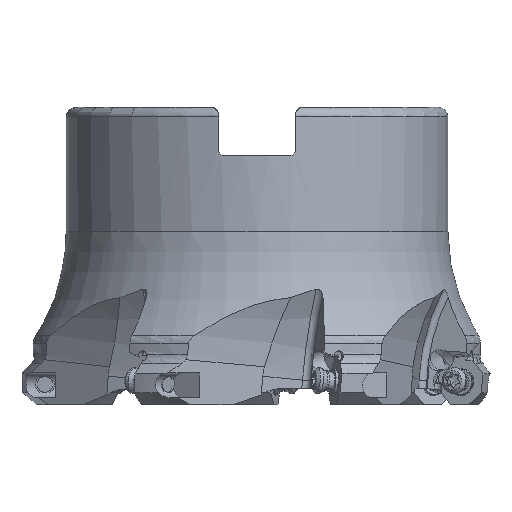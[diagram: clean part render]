
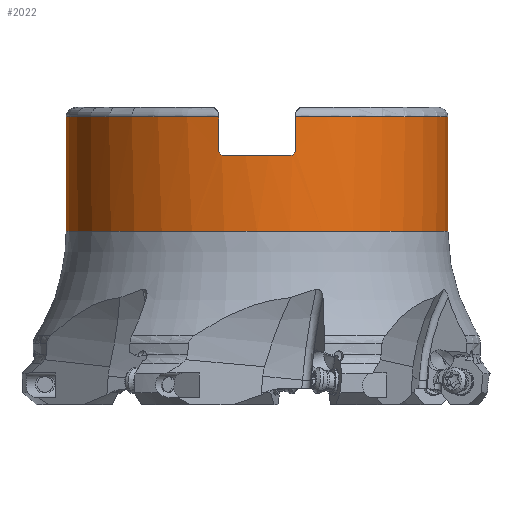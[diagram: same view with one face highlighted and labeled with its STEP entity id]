
A CAD part, front view. The second image highlights one B-rep face of the part: STEP entity #2022.
In plain terms, the highlighted cylindrical face has radius 40 mm (diameter 80 mm), a partial arc.
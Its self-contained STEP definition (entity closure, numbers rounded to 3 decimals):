
#717=B_SPLINE_CURVE_WITH_KNOTS('',3,(#23109,#23110,#23111,#23112),
 .UNSPECIFIED.,.F.,.F.,(4,4),(0.,1.),.UNSPECIFIED.);
#718=B_SPLINE_CURVE_WITH_KNOTS('',3,(#23116,#23117,#23118,#23119),
 .UNSPECIFIED.,.F.,.F.,(4,4),(0.,1.),.UNSPECIFIED.);
#986=CYLINDRICAL_SURFACE('',#12425,40.);
#1438=FACE_OUTER_BOUND('',#2818,.T.);
#2022=ADVANCED_FACE('',(#1438),#986,.T.);
#2818=EDGE_LOOP('',(#6827,#6828,#6829,#6830,#6831,#6832,#6833,#6834,#6835,
#6836));
#3184=CIRCLE('',#11811,40.);
#3480=CIRCLE('',#12421,40.);
#3481=CIRCLE('',#12423,40.);
#3482=CIRCLE('',#12424,40.);
#4032=LINE('',#23031,#4458);
#4033=LINE('',#23032,#4459);
#4034=LINE('',#23107,#4460);
#4035=LINE('',#23121,#4461);
#4458=VECTOR('',#14945,1.);
#4459=VECTOR('',#14946,1.);
#4460=VECTOR('',#14959,1.);
#4461=VECTOR('',#14962,1.);
#6827=ORIENTED_EDGE('',*,*,#10613,.F.);
#6828=ORIENTED_EDGE('',*,*,#9811,.T.);
#6829=ORIENTED_EDGE('',*,*,#10612,.F.);
#6830=ORIENTED_EDGE('',*,*,#10621,.T.);
#6831=ORIENTED_EDGE('',*,*,#10622,.F.);
#6832=ORIENTED_EDGE('',*,*,#10623,.F.);
#6833=ORIENTED_EDGE('',*,*,#10624,.T.);
#6834=ORIENTED_EDGE('',*,*,#10625,.F.);
#6835=ORIENTED_EDGE('',*,*,#10626,.F.);
#6836=ORIENTED_EDGE('',*,*,#10620,.T.);
#8509=VERTEX_POINT('',#17827);
#8510=VERTEX_POINT('',#17829);
#9040=VERTEX_POINT('',#23030);
#9041=VERTEX_POINT('',#23033);
#9043=VERTEX_POINT('',#23044);
#9047=VERTEX_POINT('',#23106);
#9048=VERTEX_POINT('',#23108);
#9049=VERTEX_POINT('',#23113);
#9050=VERTEX_POINT('',#23115);
#9051=VERTEX_POINT('',#23120);
#9811=EDGE_CURVE('',#8510,#8509,#3184,.T.);
#10612=EDGE_CURVE('',#9040,#8509,#4032,.T.);
#10613=EDGE_CURVE('',#8510,#9041,#4033,.T.);
#10620=EDGE_CURVE('',#9043,#9041,#3480,.T.);
#10621=EDGE_CURVE('',#9040,#9047,#3481,.T.);
#10622=EDGE_CURVE('',#9048,#9047,#4034,.T.);
#10623=EDGE_CURVE('',#9049,#9048,#717,.T.);
#10624=EDGE_CURVE('',#9049,#9050,#3482,.T.);
#10625=EDGE_CURVE('',#9051,#9050,#718,.T.);
#10626=EDGE_CURVE('',#9043,#9051,#4035,.T.);
#11811=AXIS2_PLACEMENT_3D('',#17828,#13571,#13572);
#12421=AXIS2_PLACEMENT_3D('',#23103,#14953,#14954);
#12423=AXIS2_PLACEMENT_3D('',#23105,#14957,#14958);
#12424=AXIS2_PLACEMENT_3D('',#23114,#14960,#14961);
#12425=AXIS2_PLACEMENT_3D('',#23122,#14963,#14964);
#13571=DIRECTION('',(0.,0.,1.));
#13572=DIRECTION('',(-1.,0.,0.));
#14945=DIRECTION('',(0.,0.,-1.));
#14946=DIRECTION('',(0.,0.,1.));
#14953=DIRECTION('',(0.,0.,-1.));
#14954=DIRECTION('',(-0.202,-0.979,0.));
#14957=DIRECTION('',(0.,0.,-1.));
#14958=DIRECTION('',(1.,0.,0.));
#14959=DIRECTION('',(0.,0.,1.));
#14960=DIRECTION('',(0.,0.,-1.));
#14961=DIRECTION('',(0.183,-0.983,0.));
#14962=DIRECTION('',(0.,0.,-1.));
#14963=DIRECTION('',(0.,0.,-1.));
#14964=DIRECTION('',(-1.,0.,0.));
#17827=CARTESIAN_POINT('',(40.,0.,-25.989));
#17828=CARTESIAN_POINT('',(0.,0.,-25.989));
#17829=CARTESIAN_POINT('',(-40.,0.,-25.989));
#23030=CARTESIAN_POINT('',(40.,0.,-2.));
#23031=CARTESIAN_POINT('',(40.,0.,-2.));
#23032=CARTESIAN_POINT('',(-40.,0.,-25.989));
#23033=CARTESIAN_POINT('',(-40.,0.,-2.));
#23044=CARTESIAN_POINT('',(-8.075,-39.176,-2.));
#23103=CARTESIAN_POINT('',(0.,0.,-2.));
#23105=CARTESIAN_POINT('',(0.,0.,-2.));
#23106=CARTESIAN_POINT('',(8.075,-39.176,-2.));
#23107=CARTESIAN_POINT('',(8.075,-39.176,-9.3));
#23108=CARTESIAN_POINT('',(8.075,-39.176,-9.3));
#23109=CARTESIAN_POINT('',(7.325,-39.324,-10.05));
#23110=CARTESIAN_POINT('',(7.575,-39.277,-9.8));
#23111=CARTESIAN_POINT('',(7.825,-39.228,-9.55));
#23112=CARTESIAN_POINT('',(8.075,-39.176,-9.3));
#23113=CARTESIAN_POINT('',(7.325,-39.324,-10.05));
#23114=CARTESIAN_POINT('',(0.,0.,-10.05));
#23115=CARTESIAN_POINT('',(-7.325,-39.324,-10.05));
#23116=CARTESIAN_POINT('',(-8.075,-39.176,-9.3));
#23117=CARTESIAN_POINT('',(-7.825,-39.228,-9.55));
#23118=CARTESIAN_POINT('',(-7.575,-39.277,-9.8));
#23119=CARTESIAN_POINT('',(-7.325,-39.324,-10.05));
#23120=CARTESIAN_POINT('',(-8.075,-39.176,-9.3));
#23121=CARTESIAN_POINT('',(-8.075,-39.176,-2.));
#23122=CARTESIAN_POINT('',(0.,0.,-1.52));
